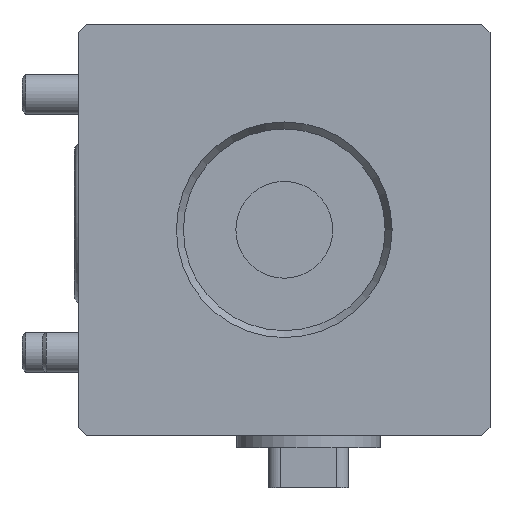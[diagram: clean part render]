
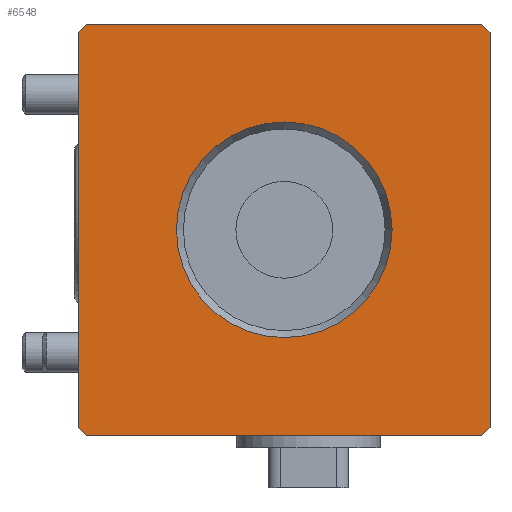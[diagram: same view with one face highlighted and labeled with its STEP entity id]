
A CAD part, front view. The second image highlights one B-rep face of the part: STEP entity #6548.
In plain terms, the highlighted planar face has unit normal (0, -1, 0).
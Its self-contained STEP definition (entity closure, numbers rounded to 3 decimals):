
#193=LINE('',#9076,#585);
#215=LINE('',#9135,#607);
#285=LINE('',#9371,#677);
#293=LINE('',#9401,#685);
#296=LINE('',#9407,#688);
#299=LINE('',#9417,#691);
#302=LINE('',#9422,#694);
#304=LINE('',#9425,#696);
#585=VECTOR('',#7499,1000.);
#607=VECTOR('',#7537,1000.);
#677=VECTOR('',#7731,1000.);
#685=VECTOR('',#7755,1000.);
#688=VECTOR('',#7760,1000.);
#691=VECTOR('',#7769,1000.);
#694=VECTOR('',#7774,1000.);
#696=VECTOR('',#7778,1000.);
#1197=ORIENTED_EDGE('',*,*,#2489,.F.);
#1198=ORIENTED_EDGE('',*,*,#2347,.F.);
#1199=ORIENTED_EDGE('',*,*,#2488,.F.);
#1200=ORIENTED_EDGE('',*,*,#2318,.F.);
#1201=ORIENTED_EDGE('',*,*,#2486,.F.);
#1202=ORIENTED_EDGE('',*,*,#2483,.F.);
#1203=ORIENTED_EDGE('',*,*,#2478,.F.);
#1204=ORIENTED_EDGE('',*,*,#2475,.F.);
#1205=ORIENTED_EDGE('',*,*,#2460,.F.);
#2318=EDGE_CURVE('',#2988,#2989,#193,.T.);
#2347=EDGE_CURVE('',#3017,#3018,#215,.T.);
#2460=EDGE_CURVE('',#3018,#3106,#285,.T.);
#2475=EDGE_CURVE('',#3106,#3120,#293,.T.);
#2478=EDGE_CURVE('',#3120,#3122,#296,.T.);
#2483=EDGE_CURVE('',#3122,#3126,#299,.T.);
#2486=EDGE_CURVE('',#3126,#2988,#302,.T.);
#2488=EDGE_CURVE('',#2989,#3017,#304,.T.);
#2489=EDGE_CURVE('',#3127,#3127,#3519,.T.);
#2988=VERTEX_POINT('',#9075);
#2989=VERTEX_POINT('',#9077);
#3017=VERTEX_POINT('',#9134);
#3018=VERTEX_POINT('',#9136);
#3106=VERTEX_POINT('',#9372);
#3120=VERTEX_POINT('',#9402);
#3122=VERTEX_POINT('',#9408);
#3126=VERTEX_POINT('',#9418);
#3127=VERTEX_POINT('',#9428);
#3519=CIRCLE('',#6986,13.366);
#3781=EDGE_LOOP('',(#1197));
#3782=EDGE_LOOP('',(#1198,#1199,#1200,#1201,#1202,#1203,#1204,#1205));
#4207=FACE_BOUND('',#3781,.T.);
#4208=FACE_BOUND('',#3782,.T.);
#4607=PLANE('',#6985);
#6548=ADVANCED_FACE('',(#4207,#4208),#4607,.F.);
#6985=AXIS2_PLACEMENT_3D('',#9426,#7779,#7780);
#6986=AXIS2_PLACEMENT_3D('',#9427,#7781,#7782);
#7499=DIRECTION('',(-1.,0.,0.));
#7537=DIRECTION('',(0.,0.,1.));
#7731=DIRECTION('',(0.707,0.,0.707));
#7755=DIRECTION('',(1.,0.,0.));
#7760=DIRECTION('',(0.707,0.,-0.707));
#7769=DIRECTION('',(0.,0.,-1.));
#7774=DIRECTION('',(-0.707,0.,-0.707));
#7778=DIRECTION('',(-0.707,0.,0.707));
#7779=DIRECTION('',(0.,1.,0.));
#7780=DIRECTION('',(0.,0.,1.));
#7781=DIRECTION('',(0.,-1.,0.));
#7782=DIRECTION('',(0.,0.,-1.));
#9075=CARTESIAN_POINT('',(24.5,-72.35,-25.5));
#9076=CARTESIAN_POINT('',(24.5,-72.35,-25.5));
#9077=CARTESIAN_POINT('',(-24.5,-72.35,-25.5));
#9134=CARTESIAN_POINT('',(-25.5,-72.35,-24.5));
#9135=CARTESIAN_POINT('',(-25.5,-72.35,-24.5));
#9136=CARTESIAN_POINT('',(-25.5,-72.35,24.5));
#9371=CARTESIAN_POINT('',(-25.5,-72.35,24.5));
#9372=CARTESIAN_POINT('',(-24.5,-72.35,25.5));
#9401=CARTESIAN_POINT('',(-24.5,-72.35,25.5));
#9402=CARTESIAN_POINT('',(24.5,-72.35,25.5));
#9407=CARTESIAN_POINT('',(24.5,-72.35,25.5));
#9408=CARTESIAN_POINT('',(25.5,-72.35,24.5));
#9417=CARTESIAN_POINT('',(25.5,-72.35,24.5));
#9418=CARTESIAN_POINT('',(25.5,-72.35,-24.5));
#9422=CARTESIAN_POINT('',(25.5,-72.35,-24.5));
#9425=CARTESIAN_POINT('',(-24.5,-72.35,-25.5));
#9426=CARTESIAN_POINT('',(0.,-72.35,0.));
#9427=CARTESIAN_POINT('',(0.,-72.35,0.));
#9428=CARTESIAN_POINT('',(0.,-72.35,-13.366));
